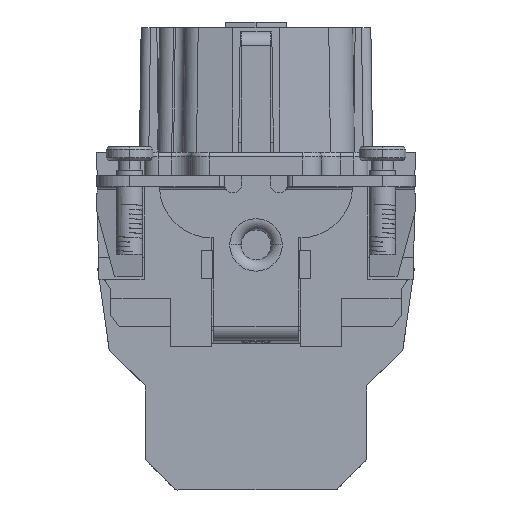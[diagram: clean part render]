
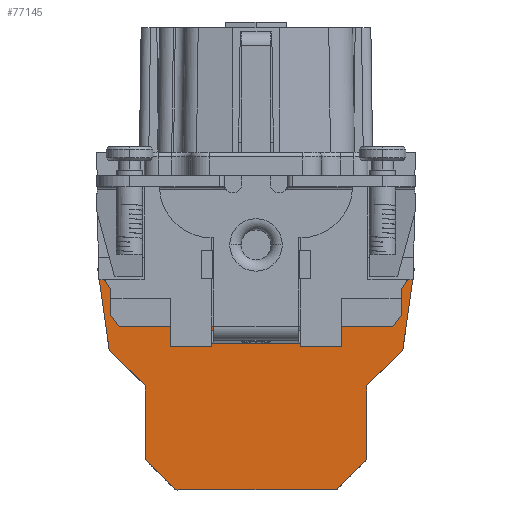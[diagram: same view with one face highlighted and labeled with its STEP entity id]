
A CAD part, front view. The second image highlights one B-rep face of the part: STEP entity #77145.
In plain terms, the highlighted planar face has unit normal (0, -1, 0).
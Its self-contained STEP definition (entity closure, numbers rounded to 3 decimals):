
#16459=DIRECTION('',(0.014,0.,1.));
#16460=VECTOR('',#16459,1.101);
#16461=CARTESIAN_POINT('',(16.824,-79.496,
-10.081));
#16462=LINE('',#16461,#16460);
#16471=DIRECTION('',(-0.033,0.,0.999));
#16472=VECTOR('',#16471,1.137);
#16473=CARTESIAN_POINT('',(16.877,-79.496,-10.117));
#16474=LINE('',#16473,#16472);
#16475=DIRECTION('',(0.14,0.,0.99));
#16476=VECTOR('',#16475,8.588);
#16477=CARTESIAN_POINT('',(15.671,-79.496,-18.62));
#16478=LINE('',#16477,#16476);
#16479=DIRECTION('',(0.708,0.,0.706));
#16480=VECTOR('',#16479,5.431);
#16481=CARTESIAN_POINT('',(11.826,-79.496,-22.455));
#16482=LINE('',#16481,#16480);
#16483=DIRECTION('',(0.,0.,1.));
#16484=VECTOR('',#16483,7.845);
#16485=CARTESIAN_POINT('',(11.826,-79.496,-30.3));
#16486=LINE('',#16485,#16484);
#16487=DIRECTION('',(0.706,0.,0.709));
#16488=VECTOR('',#16487,4.393);
#16489=CARTESIAN_POINT('',(8.726,-79.496,
-33.413));
#16490=LINE('',#16489,#16488);
#16491=CARTESIAN_POINT('',(8.372,-79.496,-33.06));
#16492=DIRECTION('',(0.,-1.,0.));
#16493=DIRECTION('',(0.,0.,-1.));
#16494=AXIS2_PLACEMENT_3D('',#16491,#16492,#16493);
#16496=DIRECTION('',(1.,0.,0.));
#16497=VECTOR('',#16496,16.744);
#16498=CARTESIAN_POINT('',(-8.372,-79.496,
-33.561));
#16499=LINE('',#16498,#16497);
#16500=CARTESIAN_POINT('',(-8.372,-79.496,-33.061));
#16501=DIRECTION('',(0.,-1.,0.));
#16502=DIRECTION('',(-0.709,0.,-0.706));
#16503=AXIS2_PLACEMENT_3D('',#16500,#16501,#16502);
#16505=DIRECTION('',(0.706,0.,-0.709));
#16506=VECTOR('',#16505,4.394);
#16507=CARTESIAN_POINT('',(-11.827,-79.496,-30.3));
#16508=LINE('',#16507,#16506);
#16509=DIRECTION('',(0.,0.,-1.));
#16510=VECTOR('',#16509,7.845);
#16511=CARTESIAN_POINT('',(-11.827,-79.496,-22.455));
#16512=LINE('',#16511,#16510);
#16513=DIRECTION('',(0.708,0.,-0.706));
#16514=VECTOR('',#16513,5.431);
#16515=CARTESIAN_POINT('',(-15.672,-79.496,-18.62));
#16516=LINE('',#16515,#16514);
#16517=DIRECTION('',(0.14,0.,-0.99));
#16518=VECTOR('',#16517,8.588);
#16519=CARTESIAN_POINT('',(-16.878,-79.496,-10.117));
#16520=LINE('',#16519,#16518);
#16521=DIRECTION('',(-0.033,0.,-0.999));
#16522=VECTOR('',#16521,1.16);
#16523=CARTESIAN_POINT('',(-16.84,-79.496,
-8.958));
#16524=LINE('',#16523,#16522);
#16525=DIRECTION('',(-0.53,0.,-0.848));
#16526=VECTOR('',#16525,2.499);
#16527=CARTESIAN_POINT('',(16.824,-79.496,
-10.081));
#16528=LINE('',#16527,#16526);
#16537=DIRECTION('',(0.,0.,-1.));
#16538=VECTOR('',#16537,2.7);
#16539=CARTESIAN_POINT('',(15.5,-79.496,-12.2));
#16540=LINE('',#16539,#16538);
#16549=DIRECTION('',(-0.6,0.,-0.8));
#16550=VECTOR('',#16549,1.5);
#16551=CARTESIAN_POINT('',(15.5,-79.496,-14.9));
#16552=LINE('',#16551,#16550);
#16557=DIRECTION('',(-1.,0.,0.));
#16558=VECTOR('',#16557,2.);
#16559=CARTESIAN_POINT('',(14.6,-79.496,-16.1));
#16560=LINE('',#16559,#16558);
#16561=DIRECTION('',(-1.,0.,0.));
#16562=VECTOR('',#16561,25.);
#16563=CARTESIAN_POINT('',(10.4,-79.496,-16.1));
#16564=LINE('',#16563,#16562);
#16597=DIRECTION('',(0.,0.,1.));
#16598=VECTOR('',#16597,9.9);
#16599=CARTESIAN_POINT('',(12.6,-79.496,-16.1));
#16600=LINE('',#16599,#16598);
#16605=CARTESIAN_POINT('',(11.5,-79.496,-6.2));
#16606=DIRECTION('',(0.,-1.,0.));
#16607=DIRECTION('',(1.,0.,0.));
#16608=AXIS2_PLACEMENT_3D('',#16605,#16606,#16607);
#16618=DIRECTION('',(0.,0.,-1.));
#16619=VECTOR('',#16618,9.9);
#16620=CARTESIAN_POINT('',(10.4,-79.496,-6.2));
#16621=LINE('',#16620,#16619);
#16648=DIRECTION('',(0.6,0.,-0.8));
#16649=VECTOR('',#16648,1.5);
#16650=CARTESIAN_POINT('',(-15.5,-79.496,-14.9));
#16651=LINE('',#16650,#16649);
#16656=DIRECTION('',(0.,0.,-1.));
#16657=VECTOR('',#16656,2.7);
#16658=CARTESIAN_POINT('',(-15.5,-79.496,-12.2));
#16659=LINE('',#16658,#16657);
#16668=DIRECTION('',(0.53,0.,-0.848));
#16669=VECTOR('',#16668,2.499);
#16670=CARTESIAN_POINT('',(-16.824,-79.496,
-10.081));
#16671=LINE('',#16670,#16669);
#16680=DIRECTION('',(-0.014,0.,1.));
#16681=VECTOR('',#16680,1.123);
#16682=CARTESIAN_POINT('',(-16.824,-79.496,
-10.081));
#16683=LINE('',#16682,#16681);
#48114=CARTESIAN_POINT('',(-16.878,-79.496,-10.117));
#48115=CARTESIAN_POINT('',(-15.672,-79.496,-18.62));
#48116=VERTEX_POINT('',#48114);
#48117=VERTEX_POINT('',#48115);
#48118=CARTESIAN_POINT('',(-11.827,-79.496,-22.455));
#48119=VERTEX_POINT('',#48118);
#48120=CARTESIAN_POINT('',(-11.827,-79.496,-30.3));
#48121=VERTEX_POINT('',#48120);
#48122=CARTESIAN_POINT('',(-8.726,-79.496,
-33.414));
#48123=VERTEX_POINT('',#48122);
#48124=CARTESIAN_POINT('',(-8.372,-79.496,
-33.561));
#48125=VERTEX_POINT('',#48124);
#48126=CARTESIAN_POINT('',(8.372,-79.496,
-33.56));
#48127=VERTEX_POINT('',#48126);
#48128=CARTESIAN_POINT('',(8.726,-79.496,
-33.413));
#48129=VERTEX_POINT('',#48128);
#48130=CARTESIAN_POINT('',(11.826,-79.496,-30.3));
#48131=VERTEX_POINT('',#48130);
#48132=CARTESIAN_POINT('',(11.826,-79.496,-22.455));
#48133=VERTEX_POINT('',#48132);
#48134=CARTESIAN_POINT('',(15.671,-79.496,-18.62));
#48135=VERTEX_POINT('',#48134);
#48136=CARTESIAN_POINT('',(16.877,-79.496,-10.117));
#48137=VERTEX_POINT('',#48136);
#48138=CARTESIAN_POINT('',(16.824,-79.496,
-10.081));
#48139=CARTESIAN_POINT('',(15.5,-79.496,-12.2));
#48140=VERTEX_POINT('',#48138);
#48141=VERTEX_POINT('',#48139);
#48142=CARTESIAN_POINT('',(16.84,-79.496,
-8.981));
#48143=VERTEX_POINT('',#48142);
#48144=CARTESIAN_POINT('',(14.6,-79.496,-16.1));
#48145=CARTESIAN_POINT('',(12.6,-79.496,-16.1));
#48146=VERTEX_POINT('',#48144);
#48147=VERTEX_POINT('',#48145);
#48148=CARTESIAN_POINT('',(10.4,-79.496,-16.1));
#48149=CARTESIAN_POINT('',(-14.6,-79.496,-16.1));
#48150=VERTEX_POINT('',#48148);
#48151=VERTEX_POINT('',#48149);
#48152=CARTESIAN_POINT('',(10.4,-79.496,-6.2));
#48153=VERTEX_POINT('',#48152);
#48162=CARTESIAN_POINT('',(-16.84,-79.496,
-8.958));
#48163=VERTEX_POINT('',#48162);
#48212=CARTESIAN_POINT('',(-16.824,-79.496,
-10.081));
#48213=VERTEX_POINT('',#48212);
#48214=CARTESIAN_POINT('',(-15.5,-79.496,-12.2));
#48215=VERTEX_POINT('',#48214);
#48216=CARTESIAN_POINT('',(-15.5,-79.496,-14.9));
#48217=VERTEX_POINT('',#48216);
#48218=CARTESIAN_POINT('',(12.6,-79.496,-6.2));
#48219=VERTEX_POINT('',#48218);
#48220=CARTESIAN_POINT('',(15.5,-79.496,-14.9));
#48221=VERTEX_POINT('',#48220);
#77089=CARTESIAN_POINT('',(17.,-79.496,2.6));
#77090=DIRECTION('',(0.,1.,0.));
#77091=DIRECTION('',(0.,0.,-1.));
#77092=AXIS2_PLACEMENT_3D('',#77089,#77090,#77091);
#77093=PLANE('',#77092);
#77095=ORIENTED_EDGE('',*,*,#77094,.F.);
#77096=ORIENTED_EDGE('',*,*,#77069,.T.);
#77097=ORIENTED_EDGE('',*,*,#69739,.F.);
#77098=ORIENTED_EDGE('',*,*,#69815,.F.);
#77100=ORIENTED_EDGE('',*,*,#77099,.F.);
#77102=ORIENTED_EDGE('',*,*,#77101,.F.);
#77104=ORIENTED_EDGE('',*,*,#77103,.F.);
#77106=ORIENTED_EDGE('',*,*,#77105,.F.);
#77108=ORIENTED_EDGE('',*,*,#77107,.F.);
#77110=ORIENTED_EDGE('',*,*,#77109,.F.);
#77112=ORIENTED_EDGE('',*,*,#77111,.F.);
#77114=ORIENTED_EDGE('',*,*,#77113,.F.);
#77116=ORIENTED_EDGE('',*,*,#77115,.F.);
#77118=ORIENTED_EDGE('',*,*,#77117,.F.);
#77120=ORIENTED_EDGE('',*,*,#77119,.F.);
#77122=ORIENTED_EDGE('',*,*,#77121,.F.);
#77124=ORIENTED_EDGE('',*,*,#77123,.T.);
#77126=ORIENTED_EDGE('',*,*,#77125,.T.);
#77128=ORIENTED_EDGE('',*,*,#77127,.T.);
#77130=ORIENTED_EDGE('',*,*,#77129,.F.);
#77132=ORIENTED_EDGE('',*,*,#77131,.F.);
#77134=ORIENTED_EDGE('',*,*,#77133,.F.);
#77136=ORIENTED_EDGE('',*,*,#77135,.F.);
#77138=ORIENTED_EDGE('',*,*,#77137,.F.);
#77140=ORIENTED_EDGE('',*,*,#77139,.F.);
#77142=ORIENTED_EDGE('',*,*,#77141,.F.);
#77143=EDGE_LOOP('',(#77095,#77096,#77097,#77098,#77100,#77102,#77104,#77106,
#77108,#77110,#77112,#77114,#77116,#77118,#77120,#77122,#77124,#77126,#77128,
#77130,#77132,#77134,#77136,#77138,#77140,#77142));
#77144=FACE_OUTER_BOUND('',#77143,.F.);
#77145=ADVANCED_FACE('',(#77144),#77093,.F.);
#16495=CIRCLE('',#16494,0.5);
#16504=CIRCLE('',#16503,0.5);
#16609=CIRCLE('',#16608,1.1);
#69739=EDGE_CURVE('',#48137,#48143,#16474,.T.);
#69815=EDGE_CURVE('',#48135,#48137,#16478,.T.);
#77069=EDGE_CURVE('',#48140,#48143,#16462,.T.);
#77094=EDGE_CURVE('',#48140,#48141,#16528,.T.);
#77099=EDGE_CURVE('',#48133,#48135,#16482,.T.);
#77101=EDGE_CURVE('',#48131,#48133,#16486,.T.);
#77103=EDGE_CURVE('',#48129,#48131,#16490,.T.);
#77105=EDGE_CURVE('',#48127,#48129,#16495,.T.);
#77107=EDGE_CURVE('',#48125,#48127,#16499,.T.);
#77109=EDGE_CURVE('',#48123,#48125,#16504,.T.);
#77111=EDGE_CURVE('',#48121,#48123,#16508,.T.);
#77113=EDGE_CURVE('',#48119,#48121,#16512,.T.);
#77115=EDGE_CURVE('',#48117,#48119,#16516,.T.);
#77117=EDGE_CURVE('',#48116,#48117,#16520,.T.);
#77119=EDGE_CURVE('',#48163,#48116,#16524,.T.);
#77121=EDGE_CURVE('',#48213,#48163,#16683,.T.);
#77123=EDGE_CURVE('',#48213,#48215,#16671,.T.);
#77125=EDGE_CURVE('',#48215,#48217,#16659,.T.);
#77127=EDGE_CURVE('',#48217,#48151,#16651,.T.);
#77129=EDGE_CURVE('',#48150,#48151,#16564,.T.);
#77131=EDGE_CURVE('',#48153,#48150,#16621,.T.);
#77133=EDGE_CURVE('',#48219,#48153,#16609,.T.);
#77135=EDGE_CURVE('',#48147,#48219,#16600,.T.);
#77137=EDGE_CURVE('',#48146,#48147,#16560,.T.);
#77139=EDGE_CURVE('',#48221,#48146,#16552,.T.);
#77141=EDGE_CURVE('',#48141,#48221,#16540,.T.);
